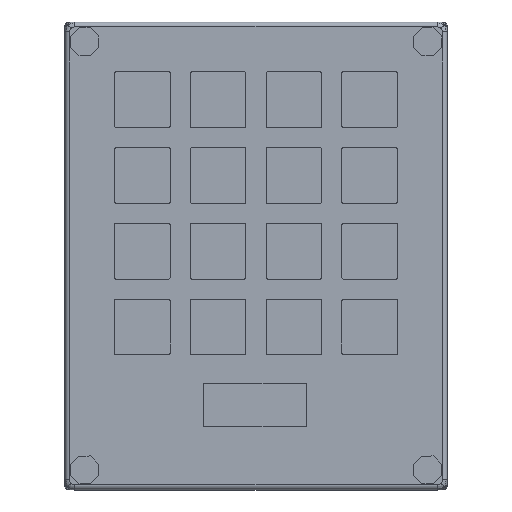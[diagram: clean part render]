
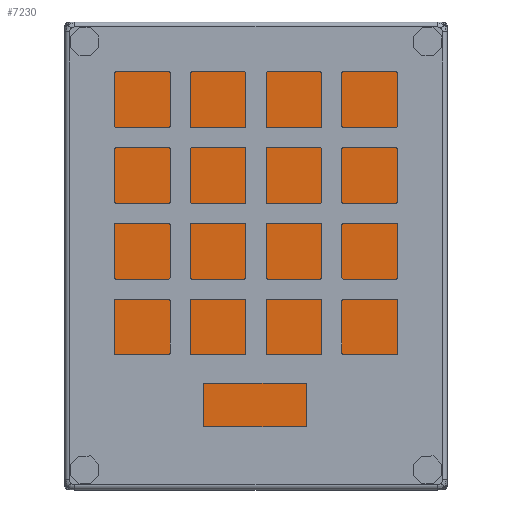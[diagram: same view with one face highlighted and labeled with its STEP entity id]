
A CAD part, top view. The second image highlights one B-rep face of the part: STEP entity #7230.
In plain terms, the highlighted planar face has unit normal (0, 0, 1).
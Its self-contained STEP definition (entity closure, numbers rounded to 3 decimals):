
#134=PLANE('',#7699);
#310=LINE('',#12333,#862);
#313=LINE('',#12338,#865);
#359=LINE('',#16802,#911);
#360=LINE('',#16804,#912);
#862=VECTOR('',#8389,10.);
#865=VECTOR('',#8394,10.);
#911=VECTOR('',#8570,10.);
#912=VECTOR('',#8573,10.);
#1640=FACE_OUTER_BOUND('',#2050,.T.);
#2050=EDGE_LOOP('',(#5395,#5396,#5397,#5398));
#3075=VERTEX_POINT('',#12330);
#3076=VERTEX_POINT('',#12332);
#3077=VERTEX_POINT('',#12336);
#3134=VERTEX_POINT('',#16800);
#3860=EDGE_CURVE('',#3076,#3075,#310,.T.);
#3863=EDGE_CURVE('',#3075,#3077,#313,.T.);
#3973=EDGE_CURVE('',#3077,#3134,#359,.T.);
#3974=EDGE_CURVE('',#3134,#3076,#360,.T.);
#5395=ORIENTED_EDGE('',*,*,#3973,.T.);
#5396=ORIENTED_EDGE('',*,*,#3974,.T.);
#5397=ORIENTED_EDGE('',*,*,#3860,.T.);
#5398=ORIENTED_EDGE('',*,*,#3863,.T.);
#7230=ADVANCED_FACE('',(#1640),#134,.T.);
#7699=AXIS2_PLACEMENT_3D('',#16815,#8590,#8591);
#8389=DIRECTION('',(0.,-1.,0.));
#8394=DIRECTION('',(1.,0.,0.));
#8570=DIRECTION('',(0.,1.,0.));
#8573=DIRECTION('',(-1.,0.,0.));
#8590=DIRECTION('center_axis',(0.,0.,1.));
#8591=DIRECTION('ref_axis',(1.,0.,0.));
#12330=CARTESIAN_POINT('',(0.,-97.631,-3.));
#12332=CARTESIAN_POINT('',(0.,0.,-3.));
#12333=CARTESIAN_POINT('',(0.,-73.223,-3.));
#12336=CARTESIAN_POINT('',(76.2,-97.631,-3.));
#12338=CARTESIAN_POINT('',(57.15,-97.631,-3.));
#16800=CARTESIAN_POINT('',(76.2,0.,-3.));
#16802=CARTESIAN_POINT('',(76.2,-24.408,-3.));
#16804=CARTESIAN_POINT('',(19.05,0.,-3.));
#16815=CARTESIAN_POINT('Origin',(38.1,-48.816,-3.));
